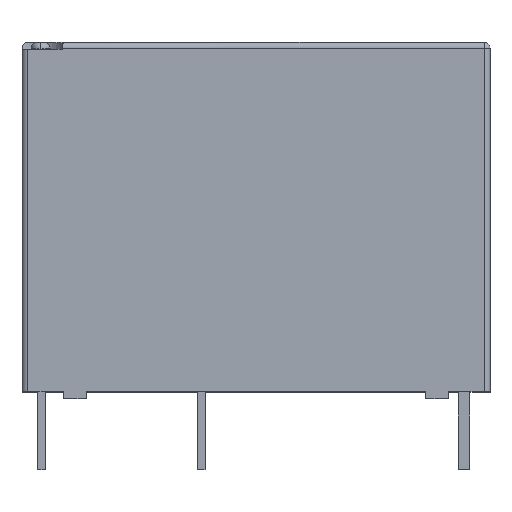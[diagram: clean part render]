
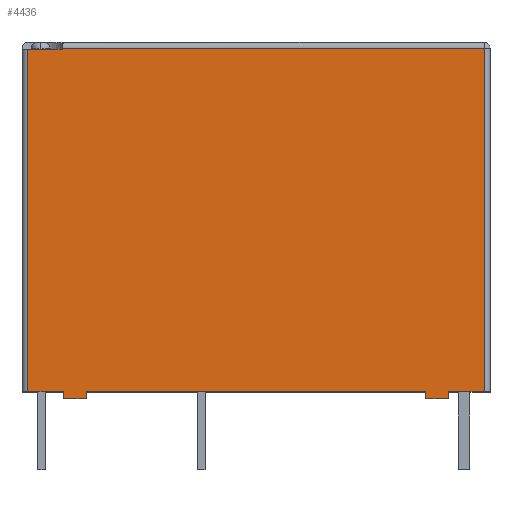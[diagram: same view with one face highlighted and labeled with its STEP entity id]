
A CAD part, top view. The second image highlights one B-rep face of the part: STEP entity #4436.
In plain terms, the highlighted planar face has unit normal (0, 0, 1).
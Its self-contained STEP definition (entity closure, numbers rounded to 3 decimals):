
#200 = CARTESIAN_POINT ( 'NONE',  ( -8.496, 7.4, 7.2 ) ) ;
#231 = ORIENTED_EDGE ( 'NONE', *, *, #14630, .T. ) ;
#367 = LINE ( 'NONE', #6713, #8371 ) ;
#384 = LINE ( 'NONE', #12293, #1102 ) ;
#430 = EDGE_CURVE ( 'NONE', #15341, #14394, #5304, .T. ) ;
#588 = LINE ( 'NONE', #15134, #10132 ) ;
#601 = AXIS2_PLACEMENT_3D ( 'NONE', #14329, #3651, #8437 ) ;
#639 = DIRECTION ( 'NONE',  ( 0., -1., 0. ) ) ;
#980 = CARTESIAN_POINT ( 'NONE',  ( -8.496, 7.35, 7.2 ) ) ;
#1087 = DIRECTION ( 'NONE',  ( 1., 0., 0. ) ) ;
#1102 = VECTOR ( 'NONE', #2513, 1000. ) ;
#1424 = VECTOR ( 'NONE', #11923, 1000. ) ;
#1641 = EDGE_CURVE ( 'NONE', #12093, #14007, #12621, .T. ) ;
#2033 = ORIENTED_EDGE ( 'NONE', *, *, #8701, .T. ) ;
#2300 = CARTESIAN_POINT ( 'NONE',  ( 0., 7.4, 7.2 ) ) ;
#2388 = CARTESIAN_POINT ( 'NONE',  ( 7.432, -7.65, 7.2 ) ) ;
#2513 = DIRECTION ( 'NONE',  ( 1., 0., 0. ) ) ;
#2955 = LINE ( 'NONE', #15113, #5086 ) ;
#3204 = CARTESIAN_POINT ( 'NONE',  ( -8.432, -7.65, 7.2 ) ) ;
#3267 = ORIENTED_EDGE ( 'NONE', *, *, #9814, .T. ) ;
#3533 = VERTEX_POINT ( 'NONE', #8038 ) ;
#3651 = DIRECTION ( 'NONE',  ( 0., 0., -1. ) ) ;
#3692 = EDGE_CURVE ( 'NONE', #4898, #3533, #15245, .T. ) ;
#3921 = ORIENTED_EDGE ( 'NONE', *, *, #1641, .T. ) ;
#4087 = CARTESIAN_POINT ( 'NONE',  ( -7.432, -7.95, 7.2 ) ) ;
#4279 = VERTEX_POINT ( 'NONE', #4430 ) ;
#4430 = CARTESIAN_POINT ( 'NONE',  ( -8.432, -7.95, 7.2 ) ) ;
#4436 = ADVANCED_FACE ( 'NONE', ( #8517 ), #13047, .F. ) ;
#4644 = CARTESIAN_POINT ( 'NONE',  ( -8.496, 7.35, 7.2 ) ) ;
#4669 = CARTESIAN_POINT ( 'NONE',  ( -7.432, -7.65, 7.2 ) ) ;
#4815 = ORIENTED_EDGE ( 'NONE', *, *, #14923, .T. ) ;
#4870 = CARTESIAN_POINT ( 'NONE',  ( 8.432, -7.65, 7.2 ) ) ;
#4898 = VERTEX_POINT ( 'NONE', #15042 ) ;
#5086 = VECTOR ( 'NONE', #639, 1000. ) ;
#5207 = CARTESIAN_POINT ( 'NONE',  ( 10., 0., 7.2 ) ) ;
#5235 = ORIENTED_EDGE ( 'NONE', *, *, #12033, .T. ) ;
#5304 = LINE ( 'NONE', #10156, #12699 ) ;
#5819 = ORIENTED_EDGE ( 'NONE', *, *, #12935, .T. ) ;
#5946 = CARTESIAN_POINT ( 'NONE',  ( -7.432, -7.65, 7.2 ) ) ;
#6012 = ORIENTED_EDGE ( 'NONE', *, *, #11976, .T. ) ;
#6024 = LINE ( 'NONE', #10876, #12628 ) ;
#6086 = VECTOR ( 'NONE', #1087, 1000. ) ;
#6491 = VERTEX_POINT ( 'NONE', #200 ) ;
#6611 = CARTESIAN_POINT ( 'NONE',  ( 8.432, -7.65, 7.2 ) ) ;
#6713 = CARTESIAN_POINT ( 'NONE',  ( -10.25, -7.65, 7.2 ) ) ;
#6747 = LINE ( 'NONE', #11571, #13006 ) ;
#6874 = ORIENTED_EDGE ( 'NONE', *, *, #11688, .T. ) ;
#7077 = LINE ( 'NONE', #4669, #6086 ) ;
#7135 = CARTESIAN_POINT ( 'NONE',  ( 8.432, -7.95, 7.2 ) ) ;
#7161 = DIRECTION ( 'NONE',  ( 1., 0., 0. ) ) ;
#7166 = VERTEX_POINT ( 'NONE', #7466 ) ;
#7439 = DIRECTION ( 'NONE',  ( 0., 1., 0. ) ) ;
#7455 = VERTEX_POINT ( 'NONE', #7770 ) ;
#7466 = CARTESIAN_POINT ( 'NONE',  ( 10., 7.4, 7.2 ) ) ;
#7755 = DIRECTION ( 'NONE',  ( 0., -1., 0. ) ) ;
#7770 = CARTESIAN_POINT ( 'NONE',  ( -10., 7.35, 7.2 ) ) ;
#8038 = CARTESIAN_POINT ( 'NONE',  ( 10., -7.65, 7.2 ) ) ;
#8215 = EDGE_CURVE ( 'NONE', #7455, #14175, #384, .T. ) ;
#8371 = VECTOR ( 'NONE', #9097, 1000. ) ;
#8437 = DIRECTION ( 'NONE',  ( -1., 0., 0. ) ) ;
#8517 = FACE_OUTER_BOUND ( 'NONE', #10437, .T. ) ;
#8544 = VERTEX_POINT ( 'NONE', #10575 ) ;
#8558 = ORIENTED_EDGE ( 'NONE', *, *, #3692, .T. ) ;
#8600 = ORIENTED_EDGE ( 'NONE', *, *, #430, .T. ) ;
#8635 = VECTOR ( 'NONE', #9635, 1000. ) ;
#8701 = EDGE_CURVE ( 'NONE', #7166, #6491, #14262, .T. ) ;
#9097 = DIRECTION ( 'NONE',  ( 1., 0., 0. ) ) ;
#9368 = VECTOR ( 'NONE', #10760, 1000. ) ;
#9635 = DIRECTION ( 'NONE',  ( 0., 1., 0. ) ) ;
#9811 = LINE ( 'NONE', #4870, #8635 ) ;
#9814 = EDGE_CURVE ( 'NONE', #4279, #12093, #6024, .T. ) ;
#9948 = VECTOR ( 'NONE', #7439, 1000. ) ;
#10132 = VECTOR ( 'NONE', #7755, 1000. ) ;
#10156 = CARTESIAN_POINT ( 'NONE',  ( 7.432, -7.95, 7.2 ) ) ;
#10349 = VECTOR ( 'NONE', #15109, 1000. ) ;
#10437 = EDGE_LOOP ( 'NONE', ( #2033, #6874, #13557, #6012, #5235, #5819, #3267, #3921, #10947, #8600, #231, #12378, #8558, #4815 ) ) ;
#10575 = CARTESIAN_POINT ( 'NONE',  ( -10., -7.65, 7.2 ) ) ;
#10760 = DIRECTION ( 'NONE',  ( 0., -1., 0. ) ) ;
#10876 = CARTESIAN_POINT ( 'NONE',  ( -8.432, -7.95, 7.2 ) ) ;
#10947 = ORIENTED_EDGE ( 'NONE', *, *, #13127, .T. ) ;
#11337 = DIRECTION ( 'NONE',  ( 0., 1., 0. ) ) ;
#11571 = CARTESIAN_POINT ( 'NONE',  ( 8.432, -7.95, 7.2 ) ) ;
#11688 = EDGE_CURVE ( 'NONE', #6491, #14175, #14438, .T. ) ;
#11784 = EDGE_CURVE ( 'NONE', #13351, #4898, #9811, .T. ) ;
#11801 = VECTOR ( 'NONE', #11337, 1000. ) ;
#11923 = DIRECTION ( 'NONE',  ( -1., 0., 0. ) ) ;
#11976 = EDGE_CURVE ( 'NONE', #7455, #8544, #588, .T. ) ;
#12033 = EDGE_CURVE ( 'NONE', #8544, #13599, #367, .T. ) ;
#12093 = VERTEX_POINT ( 'NONE', #15277 ) ;
#12293 = CARTESIAN_POINT ( 'NONE',  ( 0., 7.35, 7.2 ) ) ;
#12378 = ORIENTED_EDGE ( 'NONE', *, *, #11784, .T. ) ;
#12621 = LINE ( 'NONE', #4087, #11801 ) ;
#12628 = VECTOR ( 'NONE', #7161, 1000. ) ;
#12699 = VECTOR ( 'NONE', #15011, 1000. ) ;
#12935 = EDGE_CURVE ( 'NONE', #13599, #4279, #2955, .T. ) ;
#13006 = VECTOR ( 'NONE', #14141, 1000. ) ;
#13047 = PLANE ( 'NONE',  #601 ) ;
#13127 = EDGE_CURVE ( 'NONE', #14007, #15341, #7077, .T. ) ;
#13351 = VERTEX_POINT ( 'NONE', #7135 ) ;
#13484 = CARTESIAN_POINT ( 'NONE',  ( 7.432, -7.95, 7.2 ) ) ;
#13557 = ORIENTED_EDGE ( 'NONE', *, *, #8215, .F. ) ;
#13599 = VERTEX_POINT ( 'NONE', #3204 ) ;
#14007 = VERTEX_POINT ( 'NONE', #5946 ) ;
#14141 = DIRECTION ( 'NONE',  ( 1., 0., 0. ) ) ;
#14175 = VERTEX_POINT ( 'NONE', #4644 ) ;
#14262 = LINE ( 'NONE', #2300, #1424 ) ;
#14329 = CARTESIAN_POINT ( 'NONE',  ( 0., 0., 7.2 ) ) ;
#14394 = VERTEX_POINT ( 'NONE', #13484 ) ;
#14438 = LINE ( 'NONE', #980, #9368 ) ;
#14605 = LINE ( 'NONE', #5207, #9948 ) ;
#14630 = EDGE_CURVE ( 'NONE', #14394, #13351, #6747, .T. ) ;
#14923 = EDGE_CURVE ( 'NONE', #3533, #7166, #14605, .T. ) ;
#15011 = DIRECTION ( 'NONE',  ( 0., -1., 0. ) ) ;
#15042 = CARTESIAN_POINT ( 'NONE',  ( 8.432, -7.65, 7.2 ) ) ;
#15109 = DIRECTION ( 'NONE',  ( 1., 0., 0. ) ) ;
#15113 = CARTESIAN_POINT ( 'NONE',  ( -8.432, -7.65, 7.2 ) ) ;
#15134 = CARTESIAN_POINT ( 'NONE',  ( -10., 0., 7.2 ) ) ;
#15245 = LINE ( 'NONE', #6611, #10349 ) ;
#15277 = CARTESIAN_POINT ( 'NONE',  ( -7.432, -7.95, 7.2 ) ) ;
#15341 = VERTEX_POINT ( 'NONE', #2388 ) ;
